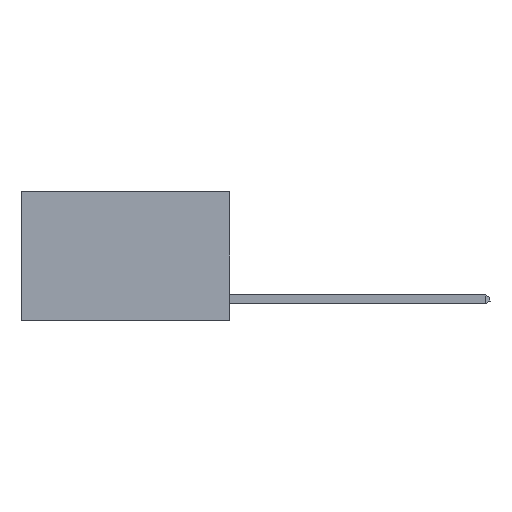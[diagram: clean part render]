
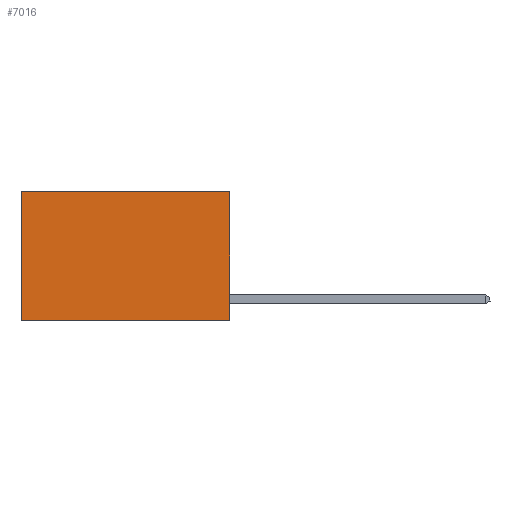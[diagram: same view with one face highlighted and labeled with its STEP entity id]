
A CAD part, left-side view. The second image highlights one B-rep face of the part: STEP entity #7016.
In plain terms, the highlighted planar face has unit normal (-1, 0, 0).
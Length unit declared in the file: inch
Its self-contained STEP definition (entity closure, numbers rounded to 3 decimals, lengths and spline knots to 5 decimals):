
#420 = VERTEX_POINT ( 'NONE', #641 ) ;
#431 = VERTEX_POINT ( 'NONE', #11623 ) ;
#552 = VERTEX_POINT ( 'NONE', #7056 ) ;
#641 = CARTESIAN_POINT ( 'NONE',  ( 0.2625, 0., 0. ) ) ;
#967 = CARTESIAN_POINT ( 'NONE',  ( 0.2625, 0., 0. ) ) ;
#2101 = DIRECTION ( 'NONE',  ( 0., 0., -1. ) ) ;
#2163 = CARTESIAN_POINT ( 'NONE',  ( 0.2625, 0.6, 0. ) ) ;
#2959 = CARTESIAN_POINT ( 'NONE',  ( 0.2625, 0., 0. ) ) ;
#3269 = DIRECTION ( 'NONE',  ( 0., 0., -1. ) ) ;
#3764 = VECTOR ( 'NONE', #3269, 39.37008 ) ;
#3850 = FACE_OUTER_BOUND ( 'NONE', #6676, .T. ) ;
#4065 = EDGE_CURVE ( 'NONE', #552, #431, #9577, .T. ) ;
#4234 = LINE ( 'NONE', #7400, #6954 ) ;
#4647 = EDGE_CURVE ( 'NONE', #4698, #431, #4234, .T. ) ;
#4698 = VERTEX_POINT ( 'NONE', #11688 ) ;
#5345 = DIRECTION ( 'NONE',  ( 0., 1., 0. ) ) ;
#5639 = ORIENTED_EDGE ( 'NONE', *, *, #6091, .F. ) ;
#6084 = ORIENTED_EDGE ( 'NONE', *, *, #4647, .F. ) ;
#6091 = EDGE_CURVE ( 'NONE', #420, #4698, #6278, .T. ) ;
#6191 = AXIS2_PLACEMENT_3D ( 'NONE', #967, #8362, #2101 ) ;
#6278 = LINE ( 'NONE', #7850, #8713 ) ;
#6676 = EDGE_LOOP ( 'NONE', ( #8901, #6084, #5639, #9561 ) ) ;
#6954 = VECTOR ( 'NONE', #5345, 39.37008 ) ;
#7016 = ADVANCED_FACE ( 'NONE', ( #3850 ), #13520, .F. ) ;
#7056 = CARTESIAN_POINT ( 'NONE',  ( 0.2625, 0.6, 0. ) ) ;
#7400 = CARTESIAN_POINT ( 'NONE',  ( 0.2625, 0., -0.37 ) ) ;
#7850 = CARTESIAN_POINT ( 'NONE',  ( 0.2625, 0., 0. ) ) ;
#8325 = VECTOR ( 'NONE', #11291, 39.37008 ) ;
#8362 = DIRECTION ( 'NONE',  ( 1., 0., 0. ) ) ;
#8713 = VECTOR ( 'NONE', #13017, 39.37008 ) ;
#8901 = ORIENTED_EDGE ( 'NONE', *, *, #4065, .T. ) ;
#9561 = ORIENTED_EDGE ( 'NONE', *, *, #12321, .T. ) ;
#9577 = LINE ( 'NONE', #2163, #3764 ) ;
#11131 = LINE ( 'NONE', #2959, #8325 ) ;
#11291 = DIRECTION ( 'NONE',  ( 0., 1., 0. ) ) ;
#11623 = CARTESIAN_POINT ( 'NONE',  ( 0.2625, 0.6, -0.37 ) ) ;
#11688 = CARTESIAN_POINT ( 'NONE',  ( 0.2625, 0., -0.37 ) ) ;
#12321 = EDGE_CURVE ( 'NONE', #420, #552, #11131, .T. ) ;
#13017 = DIRECTION ( 'NONE',  ( 0., 0., -1. ) ) ;
#13520 = PLANE ( 'NONE',  #6191 ) ;
